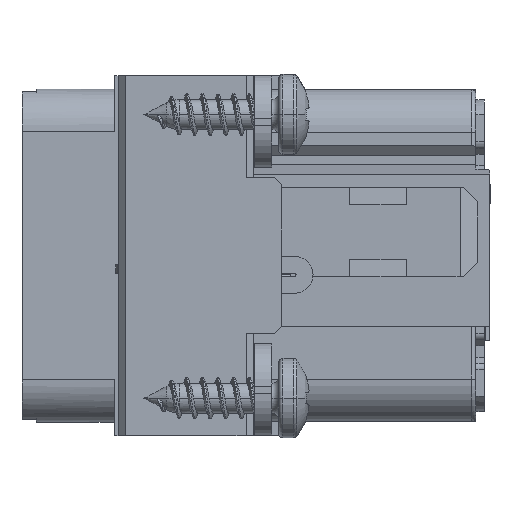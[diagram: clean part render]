
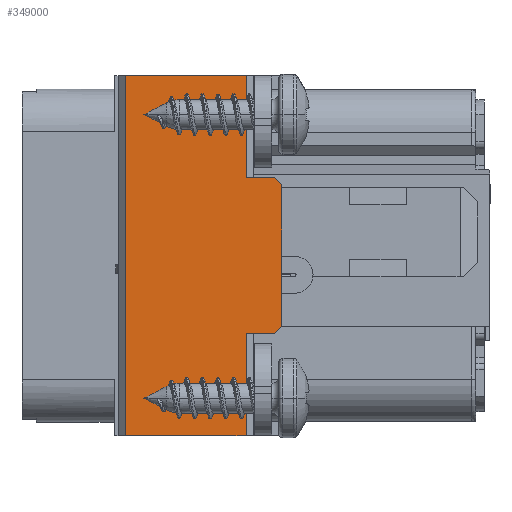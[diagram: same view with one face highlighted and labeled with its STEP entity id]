
A CAD part, left-side view. The second image highlights one B-rep face of the part: STEP entity #349000.
In plain terms, the highlighted face is planar.
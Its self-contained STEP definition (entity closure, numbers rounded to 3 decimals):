
#305590=CARTESIAN_POINT('',(1.71,-3.7,
24.725));
#305600=VERTEX_POINT('',#305590);
#305630=CARTESIAN_POINT('',(1.71,-3.7,15.188))
;
#305640=DIRECTION('',(0.,0.,1.));
#305650=VECTOR('',#305640,1.);
#305660=LINE('',#305630,#305650);
#305670=CARTESIAN_POINT('',(1.71,-3.7,
16.2));
#305680=VERTEX_POINT('',#305670);
#305690=EDGE_CURVE('',#305680,#305600,#305660,.T.);
#307080=CARTESIAN_POINT('',(1.71,21.7,16.2));
#307090=VERTEX_POINT('',#307080);
#307120=CARTESIAN_POINT('',(1.71,21.7,
13.9));
#307130=DIRECTION('',(0.,0.,1.));
#307140=VECTOR('',#307130,1.);
#307150=LINE('',#307120,#307140);
#307160=CARTESIAN_POINT('',(1.71,21.7,
24.725));
#307170=VERTEX_POINT('',#307160);
#307180=EDGE_CURVE('',#307090,#307170,#307150,.T.);
#348310=CARTESIAN_POINT('',(1.71,-3.7,
15.7));
#348320=DIRECTION('',(1.,0.,0.));
#348330=DIRECTION('',(0.,1.,0.));
#348340=AXIS2_PLACEMENT_3D('',#348310,#348320,#348330);
#348350=PLANE('',#348340);
#348360=CARTESIAN_POINT('',(1.71,3.5,
15.7));
#348370=DIRECTION('',(0.,0.,-1.));
#348380=VECTOR('',#348370,1.);
#348390=LINE('',#348360,#348380);
#348400=CARTESIAN_POINT('',(1.71,3.5,16.2));
#348410=VERTEX_POINT('',#348400);
#348420=CARTESIAN_POINT('',(1.71,3.5,14.2));
#348430=VERTEX_POINT('',#348420);
#348440=EDGE_CURVE('',#348410,#348430,#348390,.T.);
#348450=ORIENTED_EDGE('',*,*,#348440,.T.);
#348460=CARTESIAN_POINT('',(1.71,9.,
16.2));
#348470=DIRECTION('',(0.,1.,0.));
#348480=VECTOR('',#348470,1.);
#348490=LINE('',#348460,#348480);
#348500=EDGE_CURVE('',#305680,#348410,#348490,.T.);
#348510=ORIENTED_EDGE('',*,*,#348500,.T.);
#348520=ORIENTED_EDGE('',*,*,#305690,.F.);
#348530=CARTESIAN_POINT('',(1.71,9.,
24.725));
#348540=DIRECTION('',(0.,1.,0.));
#348550=VECTOR('',#348540,1.);
#348560=LINE('',#348530,#348550);
#348570=EDGE_CURVE('',#305600,#307170,#348560,.T.);
#348580=ORIENTED_EDGE('',*,*,#348570,.F.);
#348590=ORIENTED_EDGE('',*,*,#307180,.T.);
#348600=CARTESIAN_POINT('',(1.71,9.,16.2));
#348610=DIRECTION('',(0.,-1.,0.));
#348620=VECTOR('',#348610,1.);
#348630=LINE('',#348600,#348620);
#348640=CARTESIAN_POINT('',(1.71,14.5,16.2));
#348650=VERTEX_POINT('',#348640);
#348660=EDGE_CURVE('',#307090,#348650,#348630,.T.);
#348670=ORIENTED_EDGE('',*,*,#348660,.F.);
#348680=CARTESIAN_POINT('',(1.71,14.5,
15.7));
#348690=DIRECTION('',(0.,0.,1.));
#348700=VECTOR('',#348690,1.);
#348710=LINE('',#348680,#348700);
#348720=CARTESIAN_POINT('',(1.71,14.5,14.2));
#348730=VERTEX_POINT('',#348720);
#348740=EDGE_CURVE('',#348730,#348650,#348710,.T.);
#348750=ORIENTED_EDGE('',*,*,#348740,.T.);
#348760=CARTESIAN_POINT('',(1.71,16.,
15.7));
#348770=DIRECTION('',(0.,-0.707,
-0.707));
#348780=VECTOR('',#348770,1.);
#348790=LINE('',#348760,#348780);
#348800=CARTESIAN_POINT('',(1.71,14.,13.7));
#348810=VERTEX_POINT('',#348800);
#348820=EDGE_CURVE('',#348730,#348810,#348790,.T.);
#348830=ORIENTED_EDGE('',*,*,#348820,.F.);
#348840=CARTESIAN_POINT('',(1.71,9.,
13.7));
#348850=DIRECTION('',(0.,1.,0.));
#348860=VECTOR('',#348850,1.);
#348870=LINE('',#348840,#348860);
#348880=CARTESIAN_POINT('',(1.71,4.,13.7));
#348890=VERTEX_POINT('',#348880);
#348900=EDGE_CURVE('',#348890,#348810,#348870,.T.);
#348910=ORIENTED_EDGE('',*,*,#348900,.T.);
#348920=CARTESIAN_POINT('',(1.71,9.,
8.7));
#348930=DIRECTION('',(0.,-0.707,
0.707));
#348940=VECTOR('',#348930,1.);
#348950=LINE('',#348920,#348940);
#348960=EDGE_CURVE('',#348890,#348430,#348950,.T.);
#348970=ORIENTED_EDGE('',*,*,#348960,.F.);
#348980=EDGE_LOOP('',(#348970,#348910,#348830,#348750,#348670,#348590,
#348580,#348520,#348510,#348450));
#348990=FACE_OUTER_BOUND('',#348980,.T.);
#349000=ADVANCED_FACE('',(#348990),#348350,.T.);
